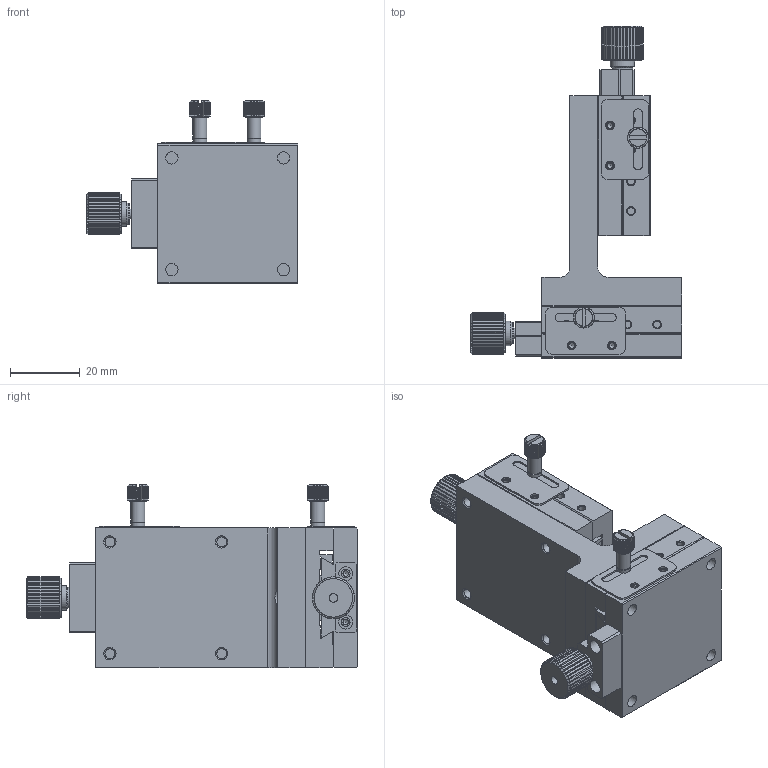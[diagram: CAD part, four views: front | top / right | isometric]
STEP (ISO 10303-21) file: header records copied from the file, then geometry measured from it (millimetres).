
FILE_DESCRIPTION (( 'STEP AP203' ), '1' );
FILE_NAME ('528819.STEP', '2024-10-15T09:20:53', ( 'Windows User' ), ( 'P R C' ), 'SwSTEP 2.0', 'SolidWorks 2020', '' );
FILE_SCHEMA (( 'CONFIG_CONTROL_DESIGN' ));
Length unit declared in the file: millimetre
Products named in the file (1): 528819
Bounding box: 60.5 x 95 x 52.5 mm (x, y, z)
Volume: 74432.3 mm3; surface area: 40516 mm2
Topology: 7 solids, 9 shells, 1320 faces, 3051 edges, 1810 vertices
Faces by surface type: plane 558, cone 430, cylinder 330, bspline 2
Full cylindrical faces by diameter (mm): 1.567 x34, 2 x2, 2.013 x10, 2.459 x18, 2.5 x20, 2.85 x8, 3 x2, 3.242 x2, 3.5 x12, 4 x18, 5 x2, 6 x16, 7 x2
Entity records: 35602 total; most frequent: CARTESIAN_POINT 7885, DIRECTION 5703, ORIENTED_EDGE 5384, EDGE_CURVE 2692, AXIS2_PLACEMENT_3D 2361, EDGE_LOOP 1737, VERTEX_POINT 1711, FACE_OUTER_BOUND 1466
